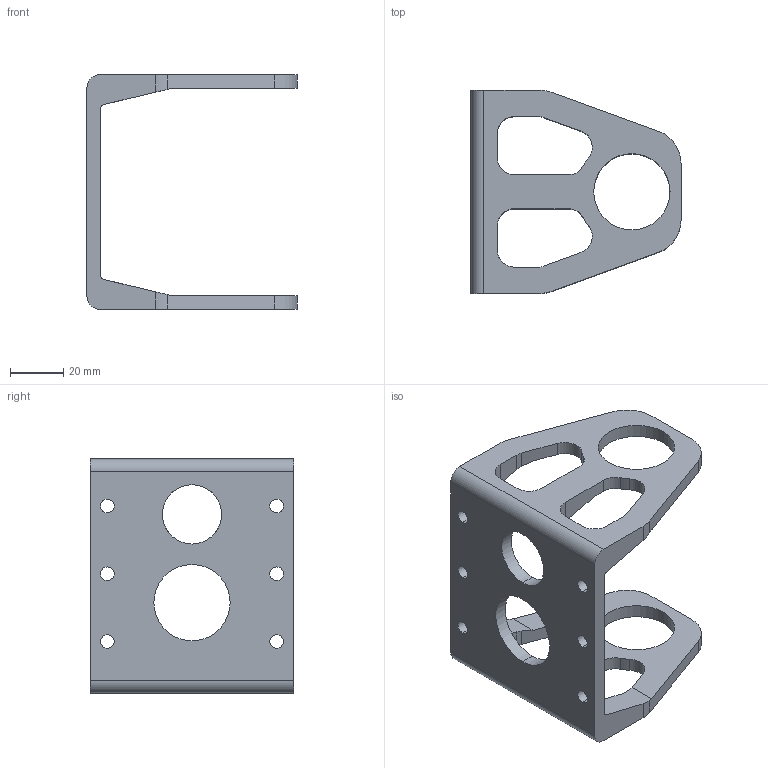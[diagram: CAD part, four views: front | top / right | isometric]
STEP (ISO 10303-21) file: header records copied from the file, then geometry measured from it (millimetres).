
FILE_DESCRIPTION (( 'STEP AP203' ), '1' );
FILE_NAME ('am-3020b U Housing for Swerve and Steer.STEP', '2021-08-09T14:09:26', ( '' ), ( '' ), 'SwSTEP 2.0', 'SolidWorks 2021', '' );
FILE_SCHEMA (( 'CONFIG_CONTROL_DESIGN' ));
Length unit declared in the file: inch
Products named in the file (1): am-3020b U Housing for Swerve and Steer
Bounding box: 78.74 x 76.2 x 87.88 mm (x, y, z)
Volume: 62836 mm3; surface area: 28649 mm2
Topology: 1 solids, 1 shells, 92 faces, 285 edges, 190 vertices
Faces by surface type: cylinder 60, plane 32
Entity records: 3360 total; most frequent: CARTESIAN_POINT 656, ORIENTED_EDGE 570, DIRECTION 545, EDGE_CURVE 285, AXIS2_PLACEMENT_3D 191, VERTEX_POINT 190, LINE 163, VECTOR 163
